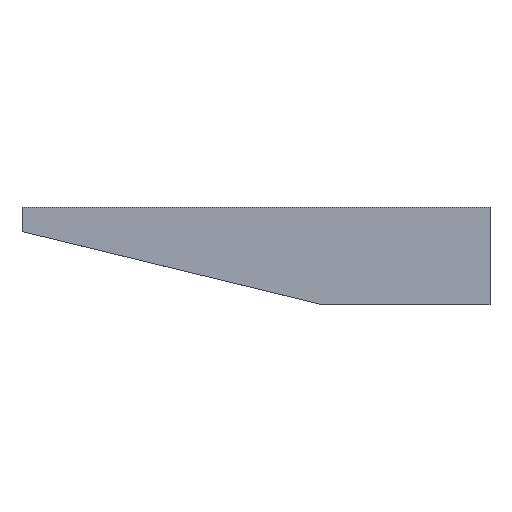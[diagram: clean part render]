
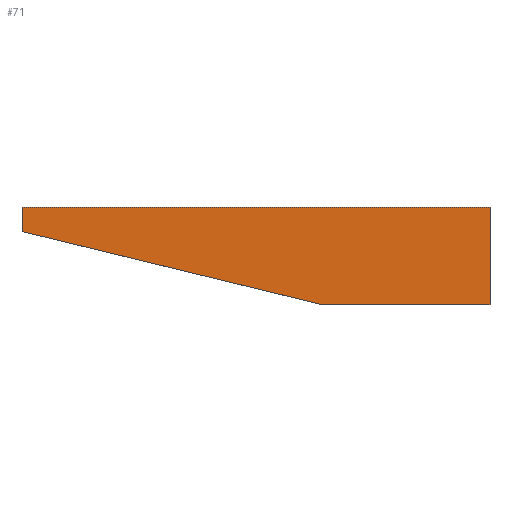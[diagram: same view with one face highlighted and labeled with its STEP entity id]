
A CAD part, top view. The second image highlights one B-rep face of the part: STEP entity #71.
In plain terms, the highlighted planar face has unit normal (0, 0, 1).
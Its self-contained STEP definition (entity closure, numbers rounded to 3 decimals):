
#12 = CARTESIAN_POINT ( 'NONE',  ( 0., 0., 0. ) ) ;
#13 = ORIENTED_EDGE ( 'NONE', *, *, #70, .T. ) ;
#16 = EDGE_LOOP ( 'NONE', ( #13, #125, #102, #260, #64 ) ) ;
#32 = CARTESIAN_POINT ( 'NONE',  ( -600., 0., 0. ) ) ;
#33 = EDGE_CURVE ( 'NONE', #225, #107, #139, .T. ) ;
#34 = DIRECTION ( 'NONE',  ( 1., 0., 0. ) ) ;
#36 = VECTOR ( 'NONE', #34, 1000. ) ;
#42 = CARTESIAN_POINT ( 'NONE',  ( -600., -31.25, 0. ) ) ;
#44 = EDGE_CURVE ( 'NONE', #89, #221, #259, .T. ) ;
#46 = CARTESIAN_POINT ( 'NONE',  ( -215., -125., 0. ) ) ;
#60 = DIRECTION ( 'NONE',  ( -1., 0., 0. ) ) ;
#64 = ORIENTED_EDGE ( 'NONE', *, *, #33, .T. ) ;
#69 = DIRECTION ( 'NONE',  ( 0., 1., 0. ) ) ;
#70 = EDGE_CURVE ( 'NONE', #107, #89, #84, .T. ) ;
#71 = ADVANCED_FACE ( 'NONE', ( #124 ), #153, .F. ) ;
#81 = DIRECTION ( 'NONE',  ( 0., -1., 0. ) ) ;
#83 = CARTESIAN_POINT ( 'NONE',  ( 0., -125., 0. ) ) ;
#84 = LINE ( 'NONE', #42, #193 ) ;
#89 = VERTEX_POINT ( 'NONE', #214 ) ;
#102 = ORIENTED_EDGE ( 'NONE', *, *, #252, .T. ) ;
#104 = CARTESIAN_POINT ( 'NONE',  ( -600., 0., 0. ) ) ;
#107 = VERTEX_POINT ( 'NONE', #32 ) ;
#120 = DIRECTION ( 'NONE',  ( -1., 0., 0. ) ) ;
#124 = FACE_OUTER_BOUND ( 'NONE', #16, .T. ) ;
#125 = ORIENTED_EDGE ( 'NONE', *, *, #44, .T. ) ;
#130 = LINE ( 'NONE', #205, #270 ) ;
#138 = VERTEX_POINT ( 'NONE', #169 ) ;
#139 = LINE ( 'NONE', #104, #162 ) ;
#147 = VECTOR ( 'NONE', #178, 1000. ) ;
#153 = PLANE ( 'NONE',  #209 ) ;
#156 = DIRECTION ( 'NONE',  ( 0., 0., -1. ) ) ;
#159 = LINE ( 'NONE', #83, #36 ) ;
#162 = VECTOR ( 'NONE', #60, 1000. ) ;
#169 = CARTESIAN_POINT ( 'NONE',  ( 0., -125., 0. ) ) ;
#170 = EDGE_CURVE ( 'NONE', #138, #225, #130, .T. ) ;
#178 = DIRECTION ( 'NONE',  ( 0.972, -0.237, 0. ) ) ;
#193 = VECTOR ( 'NONE', #81, 1000. ) ;
#199 = CARTESIAN_POINT ( 'NONE',  ( -215., -125., 0. ) ) ;
#205 = CARTESIAN_POINT ( 'NONE',  ( 0., 0., 0. ) ) ;
#209 = AXIS2_PLACEMENT_3D ( 'NONE', #12, #156, #120 ) ;
#214 = CARTESIAN_POINT ( 'NONE',  ( -600., -31.25, 0. ) ) ;
#221 = VERTEX_POINT ( 'NONE', #46 ) ;
#225 = VERTEX_POINT ( 'NONE', #249 ) ;
#249 = CARTESIAN_POINT ( 'NONE',  ( 0., 0., 0. ) ) ;
#252 = EDGE_CURVE ( 'NONE', #221, #138, #159, .T. ) ;
#259 = LINE ( 'NONE', #199, #147 ) ;
#260 = ORIENTED_EDGE ( 'NONE', *, *, #170, .T. ) ;
#270 = VECTOR ( 'NONE', #69, 1000. ) ;
